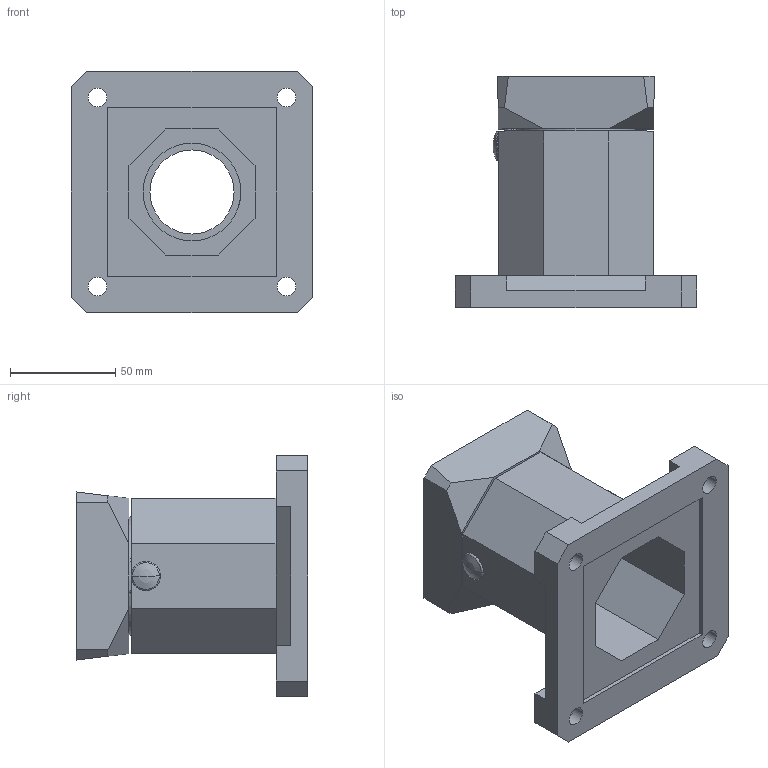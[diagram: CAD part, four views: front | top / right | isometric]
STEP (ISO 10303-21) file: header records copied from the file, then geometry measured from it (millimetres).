
FILE_DESCRIPTION((''),'2;1');
FILE_NAME('STANDFUSSKUPPLUNG_ASM','2010-07-27T',('M.Fehring'),(''),'PRO/ENGINEER BY PARAMETRIC TECHNOLOGY CORPORATION, 2005070','PRO/ENGINEER BY PARAMETRIC TECHNOLOGY CORPORATION, 2005070','');
FILE_SCHEMA(('AUTOMOTIVE_DESIGN_CC2 { 1 2 10303 214 -1 1 5 2 }'));
Length unit declared in the file: millimetre
Products named in the file (6): STANDF-KUPPLUNG-UT; LAGER; KUPPLUNG-UNTERT_CS-2000SL; ABDECKKAPPE_; STOPFEN; STANDFUSSKUPPLUNG_ASM
Assembly tree (5 placements, depth 2):
  STANDFUSSKUPPLUNG_ASM
    STANDF-KUPPLUNG-UT
    LAGER
    KUPPLUNG-UNTERT_CS-2000SL
    ABDECKKAPPE_
    STOPFEN
Bounding box: 115 x 110 x 115 mm (x, y, z)
Volume: 333021 mm3; surface area: 88325 mm2
Topology: 5 solids, 5 shells, 306 faces, 745 edges, 467 vertices
Faces by surface type: plane 114, cylinder 100, bspline 42, cone 22, torus 16, sphere 12
Entity records: 13679 total; most frequent: CARTESIAN_POINT 4155, ORIENTED_EDGE 1486, DIRECTION 1481, PRESENTATION_STYLE_ASSIGNMENT 748, STYLED_ITEM 748, CURVE_STYLE 743, EDGE_CURVE 743, AXIS2_PLACEMENT_3D 561
